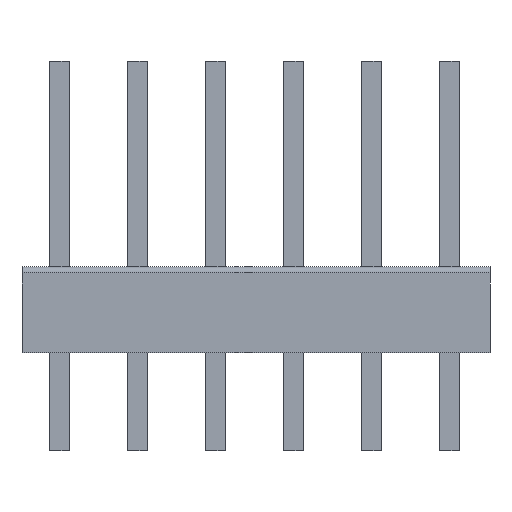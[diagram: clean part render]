
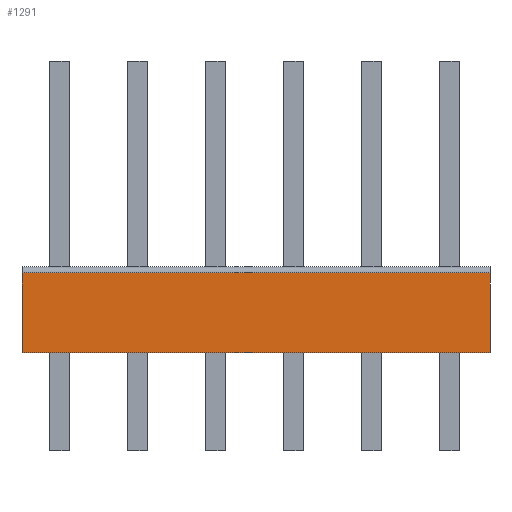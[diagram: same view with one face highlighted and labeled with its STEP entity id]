
A CAD part, front view. The second image highlights one B-rep face of the part: STEP entity #1291.
In plain terms, the highlighted planar face has unit normal (0, -1, 0).
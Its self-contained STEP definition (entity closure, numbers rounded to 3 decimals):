
#77=DIRECTION('',(0.,0.,-1.));
#78=VECTOR('',#77,2.6);
#79=CARTESIAN_POINT('',(-7.62,-1.25,-0.2));
#80=LINE('',#79,#78);
#338=DIRECTION('',(1.,0.,0.));
#339=VECTOR('',#338,15.24);
#340=CARTESIAN_POINT('',(-7.62,-1.25,-2.8));
#341=LINE('',#340,#339);
#342=DIRECTION('',(1.,0.,0.));
#343=VECTOR('',#342,15.24);
#344=CARTESIAN_POINT('',(-7.62,-1.25,-0.2));
#345=LINE('',#344,#343);
#384=DIRECTION('',(0.,0.,-1.));
#385=VECTOR('',#384,2.6);
#386=CARTESIAN_POINT('',(7.62,-1.25,-0.2));
#387=LINE('',#386,#385);
#773=CARTESIAN_POINT('',(-7.62,-1.25,-0.2));
#775=VERTEX_POINT('',#773);
#776=CARTESIAN_POINT('',(-7.62,-1.25,-2.8));
#777=VERTEX_POINT('',#776);
#793=CARTESIAN_POINT('',(7.62,-1.25,-0.2));
#795=VERTEX_POINT('',#793);
#796=CARTESIAN_POINT('',(7.62,-1.25,-2.8));
#797=VERTEX_POINT('',#796);
#1279=CARTESIAN_POINT('',(-7.62,-1.25,-0.2));
#1280=DIRECTION('',(0.,-1.,0.));
#1281=DIRECTION('',(0.,0.,-1.));
#1282=AXIS2_PLACEMENT_3D('',#1279,#1280,#1281);
#1283=PLANE('',#1282);
#1284=ORIENTED_EDGE('',*,*,#1011,.F.);
#1285=ORIENTED_EDGE('',*,*,#1042,.T.);
#1287=ORIENTED_EDGE('',*,*,#1286,.T.);
#1288=ORIENTED_EDGE('',*,*,#1271,.F.);
#1289=EDGE_LOOP('',(#1284,#1285,#1287,#1288));
#1290=FACE_OUTER_BOUND('',#1289,.F.);
#1291=ADVANCED_FACE('',(#1290),#1283,.T.);
#1011=EDGE_CURVE('',#775,#777,#80,.T.);
#1042=EDGE_CURVE('',#775,#795,#345,.T.);
#1271=EDGE_CURVE('',#777,#797,#341,.T.);
#1286=EDGE_CURVE('',#795,#797,#387,.T.);
